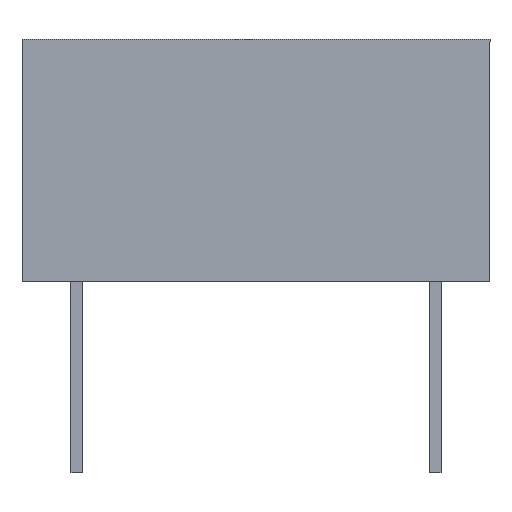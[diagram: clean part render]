
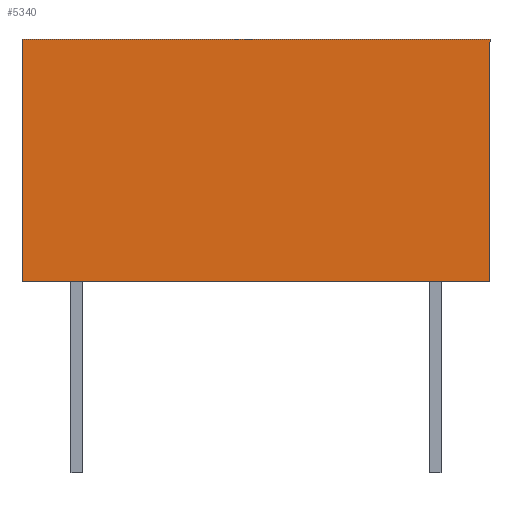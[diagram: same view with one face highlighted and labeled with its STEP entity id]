
A CAD part, front view. The second image highlights one B-rep face of the part: STEP entity #5340.
In plain terms, the highlighted planar face has unit normal (0, -1, 0).
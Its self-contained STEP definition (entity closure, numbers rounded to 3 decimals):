
#48 = VECTOR ( 'NONE', #5426, 1000. ) ;
#99 = VECTOR ( 'NONE', #2449, 1000. ) ;
#130 = CARTESIAN_POINT ( 'NONE',  ( 448.699, 397.434, -0.5 ) ) ;
#169 = EDGE_CURVE ( 'NONE', #5228, #1768, #1070, .T. ) ;
#247 = LINE ( 'NONE', #5125, #99 ) ;
#284 = FACE_OUTER_BOUND ( 'NONE', #4359, .T. ) ;
#356 = EDGE_CURVE ( 'NONE', #5200, #1272, #992, .T. ) ;
#656 = CARTESIAN_POINT ( 'NONE',  ( 458.499, 397.434, -0.5 ) ) ;
#837 = CARTESIAN_POINT ( 'NONE',  ( 448.699, 397.434, 4.58 ) ) ;
#992 = LINE ( 'NONE', #1840, #48 ) ;
#1031 = ORIENTED_EDGE ( 'NONE', *, *, #1069, .T. ) ;
#1063 = AXIS2_PLACEMENT_3D ( 'NONE', #5675, #5731, #1616 ) ;
#1069 = EDGE_CURVE ( 'NONE', #5200, #1768, #5765, .T. ) ;
#1070 = LINE ( 'NONE', #5724, #2500 ) ;
#1120 = EDGE_CURVE ( 'NONE', #5228, #1272, #247, .T. ) ;
#1272 = VERTEX_POINT ( 'NONE', #656 ) ;
#1616 = DIRECTION ( 'NONE',  ( 0., 0., -1. ) ) ;
#1620 = ORIENTED_EDGE ( 'NONE', *, *, #169, .F. ) ;
#1768 = VERTEX_POINT ( 'NONE', #837 ) ;
#1840 = CARTESIAN_POINT ( 'NONE',  ( 458.499, 397.434, -0.5 ) ) ;
#2005 = CARTESIAN_POINT ( 'NONE',  ( 458.499, 397.434, 4.58 ) ) ;
#2449 = DIRECTION ( 'NONE',  ( 1., 0., 0. ) ) ;
#2500 = VECTOR ( 'NONE', #4381, 1000. ) ;
#3125 = ORIENTED_EDGE ( 'NONE', *, *, #1120, .T. ) ;
#3233 = VECTOR ( 'NONE', #3402, 1000. ) ;
#3402 = DIRECTION ( 'NONE',  ( -1., 0., 0. ) ) ;
#3426 = CARTESIAN_POINT ( 'NONE',  ( 448.699, 397.434, 4.58 ) ) ;
#3932 = PLANE ( 'NONE',  #1063 ) ;
#4359 = EDGE_LOOP ( 'NONE', ( #1031, #1620, #3125, #5501 ) ) ;
#4381 = DIRECTION ( 'NONE',  ( 0., 0., 1. ) ) ;
#5125 = CARTESIAN_POINT ( 'NONE',  ( 448.699, 397.434, -0.5 ) ) ;
#5200 = VERTEX_POINT ( 'NONE', #2005 ) ;
#5228 = VERTEX_POINT ( 'NONE', #130 ) ;
#5340 = ADVANCED_FACE ( 'NONE', ( #284 ), #3932, .T. ) ;
#5426 = DIRECTION ( 'NONE',  ( 0., 0., -1. ) ) ;
#5501 = ORIENTED_EDGE ( 'NONE', *, *, #356, .F. ) ;
#5675 = CARTESIAN_POINT ( 'NONE',  ( 448.699, 397.434, 4.58 ) ) ;
#5724 = CARTESIAN_POINT ( 'NONE',  ( 448.699, 397.434, -0.5 ) ) ;
#5731 = DIRECTION ( 'NONE',  ( 0., -1., 0. ) ) ;
#5765 = LINE ( 'NONE', #3426, #3233 ) ;
